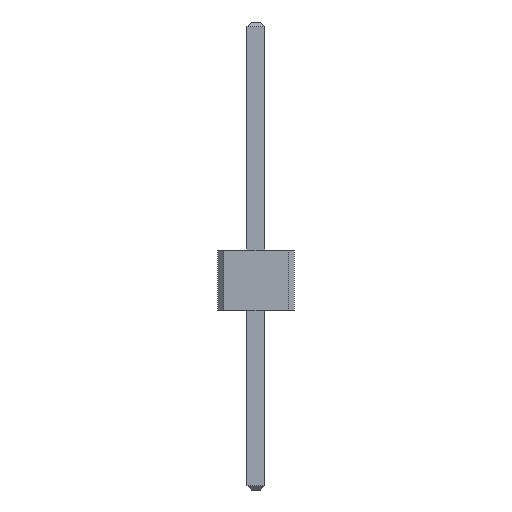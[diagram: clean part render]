
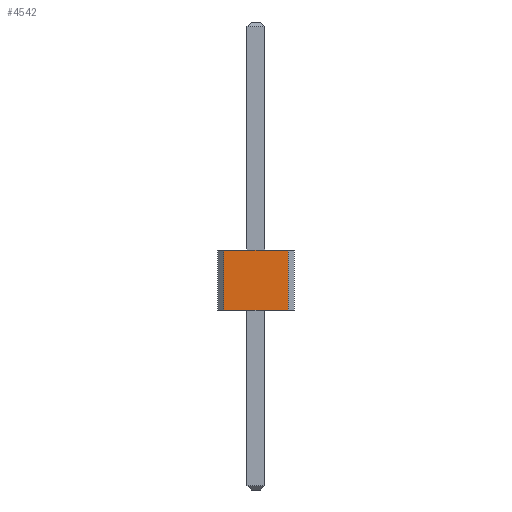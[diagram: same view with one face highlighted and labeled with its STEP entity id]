
A CAD part, front view. The second image highlights one B-rep face of the part: STEP entity #4542.
In plain terms, the highlighted planar face has unit normal (0, -1, 0).
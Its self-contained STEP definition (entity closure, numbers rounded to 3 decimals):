
#12=DIRECTION('',(0.,0.,1.));
#26=VECTOR('',#12,1.);
#88=DIRECTION('',(1.,0.,0.));
#472=VERTEX_POINT('',#473);
#473=CARTESIAN_POINT('',(-0.535,-25.5,0.));
#476=EDGE_CURVE('',#472,#477,#479,.T.);
#477=VERTEX_POINT('',#478);
#478=CARTESIAN_POINT('',(0.535,-25.5,0.));
#479=LINE('',#473,#480);
#480=VECTOR('',#88,1.);
#494=DIRECTION('',(0.,1.,0.));
#1937=VERTEX_POINT('',#1938);
#1938=CARTESIAN_POINT('',(-0.535,-25.5,1.));
#1940=ORIENTED_EDGE('',*,*,#1941,.T.);
#1941=EDGE_CURVE('',#1937,#1942,#1944,.T.);
#1942=VERTEX_POINT('',#1943);
#1943=CARTESIAN_POINT('',(0.535,-25.5,1.));
#1944=LINE('',#1938,#480);
#4527=EDGE_CURVE('',#472,#1937,#4528,.T.);
#4528=LINE('',#473,#26);
#4542=ADVANCED_FACE('',(#4543),#4550,.F.);
#4543=FACE_BOUND('',#4544,.F.);
#4544=EDGE_LOOP('',(#4545,#1940,#4546,#4549));
#4545=ORIENTED_EDGE('',*,*,#4527,.T.);
#4546=ORIENTED_EDGE('',*,*,#4547,.F.);
#4547=EDGE_CURVE('',#477,#1942,#4548,.T.);
#4548=LINE('',#478,#26);
#4549=ORIENTED_EDGE('',*,*,#476,.F.);
#4550=PLANE('',#4551);
#4551=AXIS2_PLACEMENT_3D('',#473,#494,#88);
